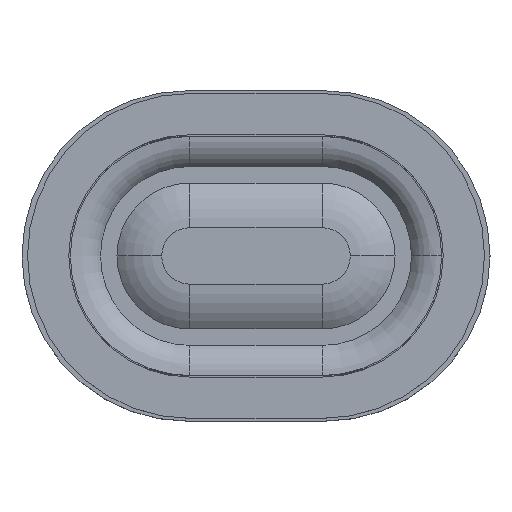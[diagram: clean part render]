
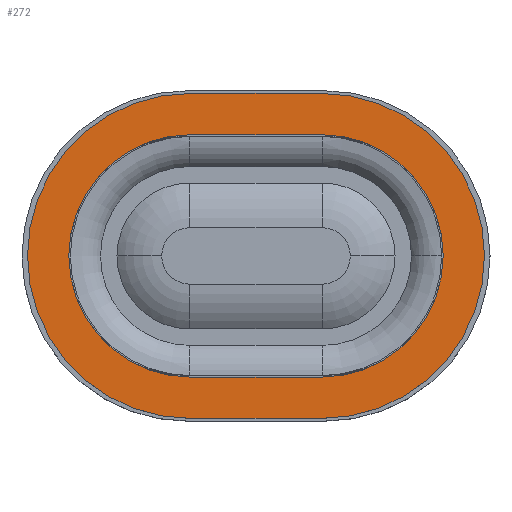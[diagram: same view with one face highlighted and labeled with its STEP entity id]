
A CAD part, top view. The second image highlights one B-rep face of the part: STEP entity #272.
In plain terms, the highlighted planar face has unit normal (0, 0, 1).
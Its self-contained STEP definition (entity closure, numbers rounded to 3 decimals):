
#101 = VERTEX_POINT ( 'NONE', #2212 ) ;
#122 = EDGE_CURVE ( 'NONE', #663, #1281, #1850, .T. ) ;
#142 = EDGE_LOOP ( 'NONE', ( #1614, #1699, #285, #1051, #1239 ) ) ;
#156 = CARTESIAN_POINT ( 'NONE',  ( -2.4, 0., 4.3 ) ) ;
#160 = DIRECTION ( 'NONE',  ( 0., 0., 1. ) ) ;
#199 = ORIENTED_EDGE ( 'NONE', *, *, #205, .F. ) ;
#205 = EDGE_CURVE ( 'NONE', #866, #1213, #242, .T. ) ;
#242 = CIRCLE ( 'NONE', #725, 4.4 ) ;
#253 = EDGE_CURVE ( 'NONE', #101, #1689, #1132, .T. ) ;
#272 = ADVANCED_FACE ( 'NONE', ( #2151, #2450 ), #922, .T. ) ;
#282 = ORIENTED_EDGE ( 'NONE', *, *, #2223, .F. ) ;
#285 = ORIENTED_EDGE ( 'NONE', *, *, #760, .T. ) ;
#335 = CARTESIAN_POINT ( 'NONE',  ( -8.3, 0., 4.3 ) ) ;
#390 = DIRECTION ( 'NONE',  ( 0., 0., 1. ) ) ;
#403 = DIRECTION ( 'NONE',  ( 0., 0., 1. ) ) ;
#436 = AXIS2_PLACEMENT_3D ( 'NONE', #1049, #1081, #716 ) ;
#450 = CIRCLE ( 'NONE', #436, 4.4 ) ;
#509 = DIRECTION ( 'NONE',  ( 1., 0., 0. ) ) ;
#512 = AXIS2_PLACEMENT_3D ( 'NONE', #777, #403, #2118 ) ;
#544 = DIRECTION ( 'NONE',  ( 1., 0., 0. ) ) ;
#556 = CARTESIAN_POINT ( 'NONE',  ( 2.4, 5.9, 4.3 ) ) ;
#600 = EDGE_CURVE ( 'NONE', #1300, #101, #1413, .T. ) ;
#624 = AXIS2_PLACEMENT_3D ( 'NONE', #1932, #390, #975 ) ;
#663 = VERTEX_POINT ( 'NONE', #2075 ) ;
#716 = DIRECTION ( 'NONE',  ( 1., 0., 0. ) ) ;
#725 = AXIS2_PLACEMENT_3D ( 'NONE', #2270, #890, #544 ) ;
#760 = EDGE_CURVE ( 'NONE', #1689, #1673, #2226, .T. ) ;
#777 = CARTESIAN_POINT ( 'NONE',  ( 2.4, 0., 4.3 ) ) ;
#866 = VERTEX_POINT ( 'NONE', #2142 ) ;
#890 = DIRECTION ( 'NONE',  ( 0., 0., 1. ) ) ;
#922 = PLANE ( 'NONE',  #1672 ) ;
#975 = DIRECTION ( 'NONE',  ( 1., 0., 0. ) ) ;
#1001 = CARTESIAN_POINT ( 'NONE',  ( -2.4, -5.9, 4.3 ) ) ;
#1017 = VERTEX_POINT ( 'NONE', #1603 ) ;
#1049 = CARTESIAN_POINT ( 'NONE',  ( -2.4, 0., 4.3 ) ) ;
#1051 = ORIENTED_EDGE ( 'NONE', *, *, #1241, .T. ) ;
#1070 = LINE ( 'NONE', #1001, #1504 ) ;
#1081 = DIRECTION ( 'NONE',  ( 0., 0., 1. ) ) ;
#1098 = DIRECTION ( 'NONE',  ( -1., 0., 0. ) ) ;
#1100 = CARTESIAN_POINT ( 'NONE',  ( 2.4, -5.9, 4.3 ) ) ;
#1109 = DIRECTION ( 'NONE',  ( 0., 0., 1. ) ) ;
#1127 = ORIENTED_EDGE ( 'NONE', *, *, #122, .F. ) ;
#1129 = DIRECTION ( 'NONE',  ( 1., 0., 0. ) ) ;
#1132 = CIRCLE ( 'NONE', #1334, 5.9 ) ;
#1163 = EDGE_CURVE ( 'NONE', #1017, #866, #1382, .T. ) ;
#1213 = VERTEX_POINT ( 'NONE', #2406 ) ;
#1239 = ORIENTED_EDGE ( 'NONE', *, *, #1277, .T. ) ;
#1241 = EDGE_CURVE ( 'NONE', #1673, #2320, #1070, .T. ) ;
#1277 = EDGE_CURVE ( 'NONE', #2320, #1300, #2424, .T. ) ;
#1281 = VERTEX_POINT ( 'NONE', #1685 ) ;
#1300 = VERTEX_POINT ( 'NONE', #556 ) ;
#1334 = AXIS2_PLACEMENT_3D ( 'NONE', #156, #1109, #1870 ) ;
#1347 = VECTOR ( 'NONE', #509, 1000. ) ;
#1357 = EDGE_LOOP ( 'NONE', ( #199, #1360, #2134, #1127, #282 ) ) ;
#1360 = ORIENTED_EDGE ( 'NONE', *, *, #1163, .F. ) ;
#1382 = LINE ( 'NONE', #2365, #1564 ) ;
#1413 = LINE ( 'NONE', #1645, #2370 ) ;
#1501 = CARTESIAN_POINT ( 'NONE',  ( -2.4, -5.9, 4.3 ) ) ;
#1504 = VECTOR ( 'NONE', #1574, 1000. ) ;
#1506 = DIRECTION ( 'NONE',  ( 1., 0., 0. ) ) ;
#1523 = CARTESIAN_POINT ( 'NONE',  ( 2.4, 0., 4.3 ) ) ;
#1564 = VECTOR ( 'NONE', #1800, 1000. ) ;
#1574 = DIRECTION ( 'NONE',  ( 1., 0., 0. ) ) ;
#1582 = AXIS2_PLACEMENT_3D ( 'NONE', #1523, #160, #1129 ) ;
#1603 = CARTESIAN_POINT ( 'NONE',  ( 2.4, 4.4, 4.3 ) ) ;
#1614 = ORIENTED_EDGE ( 'NONE', *, *, #600, .T. ) ;
#1645 = CARTESIAN_POINT ( 'NONE',  ( -2.4, 5.9, 4.3 ) ) ;
#1672 = AXIS2_PLACEMENT_3D ( 'NONE', #2466, #1684, #1506 ) ;
#1673 = VERTEX_POINT ( 'NONE', #1501 ) ;
#1684 = DIRECTION ( 'NONE',  ( 0., 0., 1. ) ) ;
#1685 = CARTESIAN_POINT ( 'NONE',  ( 2.4, -4.4, 4.3 ) ) ;
#1689 = VERTEX_POINT ( 'NONE', #335 ) ;
#1699 = ORIENTED_EDGE ( 'NONE', *, *, #253, .T. ) ;
#1800 = DIRECTION ( 'NONE',  ( -1., 0., 0. ) ) ;
#1828 = EDGE_CURVE ( 'NONE', #1281, #1017, #2155, .T. ) ;
#1850 = LINE ( 'NONE', #2244, #1347 ) ;
#1870 = DIRECTION ( 'NONE',  ( 1., 0., 0. ) ) ;
#1932 = CARTESIAN_POINT ( 'NONE',  ( -2.4, 0., 4.3 ) ) ;
#2075 = CARTESIAN_POINT ( 'NONE',  ( -2.4, -4.4, 4.3 ) ) ;
#2118 = DIRECTION ( 'NONE',  ( 1., 0., 0. ) ) ;
#2134 = ORIENTED_EDGE ( 'NONE', *, *, #1828, .F. ) ;
#2142 = CARTESIAN_POINT ( 'NONE',  ( -2.4, 4.4, 4.3 ) ) ;
#2151 = FACE_BOUND ( 'NONE', #1357, .T. ) ;
#2155 = CIRCLE ( 'NONE', #512, 4.4 ) ;
#2212 = CARTESIAN_POINT ( 'NONE',  ( -2.4, 5.9, 4.3 ) ) ;
#2223 = EDGE_CURVE ( 'NONE', #1213, #663, #450, .T. ) ;
#2226 = CIRCLE ( 'NONE', #624, 5.9 ) ;
#2244 = CARTESIAN_POINT ( 'NONE',  ( -2.4, -4.4, 4.3 ) ) ;
#2270 = CARTESIAN_POINT ( 'NONE',  ( -2.4, 0., 4.3 ) ) ;
#2320 = VERTEX_POINT ( 'NONE', #1100 ) ;
#2365 = CARTESIAN_POINT ( 'NONE',  ( -2.4, 4.4, 4.3 ) ) ;
#2370 = VECTOR ( 'NONE', #1098, 1000. ) ;
#2406 = CARTESIAN_POINT ( 'NONE',  ( -6.8, 0., 4.3 ) ) ;
#2424 = CIRCLE ( 'NONE', #1582, 5.9 ) ;
#2450 = FACE_OUTER_BOUND ( 'NONE', #142, .T. ) ;
#2466 = CARTESIAN_POINT ( 'NONE',  ( -2.4, 0., 4.3 ) ) ;
